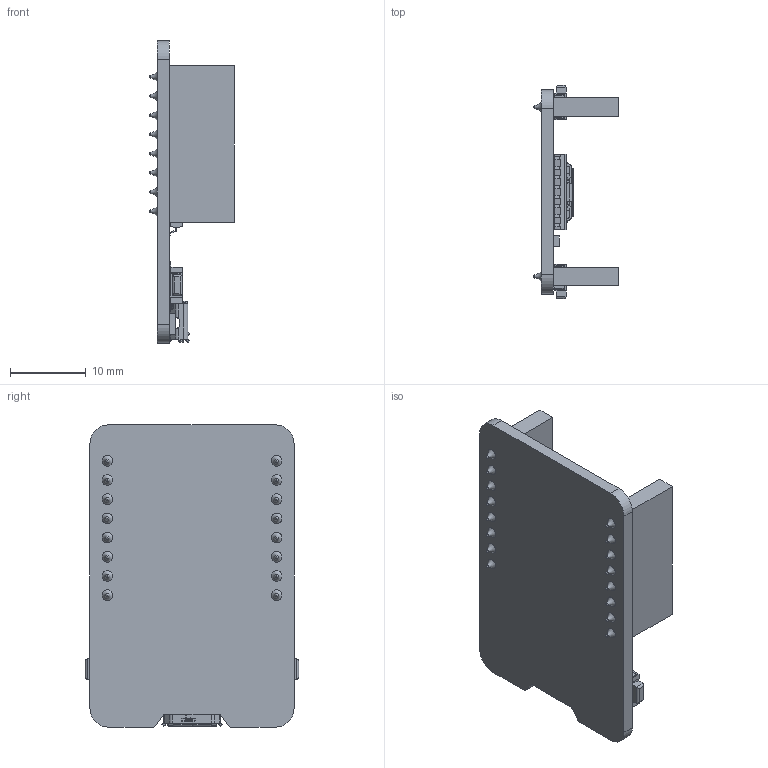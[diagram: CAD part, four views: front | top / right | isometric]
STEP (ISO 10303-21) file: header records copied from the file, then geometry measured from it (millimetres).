
FILE_DESCRIPTION(/* description */ (''),/* implementation_level */ '2;1');
FILE_NAME(/* name */ 'ESP32-CAM-MB.step',/* time_stamp */ '2023-08-08T14:54:48+02:00',/* author */ (''),/* organization */ (''),/* preprocessor_version */ 'ST-DEVELOPER v20',/* originating_system */ 'Autodesk Translation Framework v12.9.0.99',/* authorisation */ '');
FILE_SCHEMA (('AUTOMOTIVE_DESIGN { 1 0 10303 214 3 1 1 }'));
Products named in the file (6): esp2 -mb; User_Library-so16-1; YD-3414 - Side SMD Switch; YD-3414 - Side SMD Switch  v1(Odbicie); DIY micro usb; DIY MicroUSB Port
Assembly tree (5 placements, depth 3):
  esp2 -mb
    User_Library-so16-1
    YD-3414 - Side SMD Switch
    YD-3414 - Side SMD Switch  v1(Odbicie)
    DIY micro usb
      DIY MicroUSB Port
Bounding box: 11.2 x 28.2 x 40 mm (x, y, z)
Volume: 2546.5 mm3; surface area: 4445.1 mm2
Topology: 12 solids, 52 shells, 2455 faces, 6156 edges, 3834 vertices
Faces by surface type: plane 1244, cylinder 624, bspline 311, torus 256, sphere 20
Full cylindrical faces by diameter (mm): 0.533 x4, 0.6 x1
Entity records: 77801 total; most frequent: CARTESIAN_POINT 19784, ORIENTED_EDGE 12278, DIRECTION 11471, EDGE_CURVE 6139, LINE 3965, VECTOR 3965, VERTEX_POINT 3834, AXIS2_PLACEMENT_3D 3753
